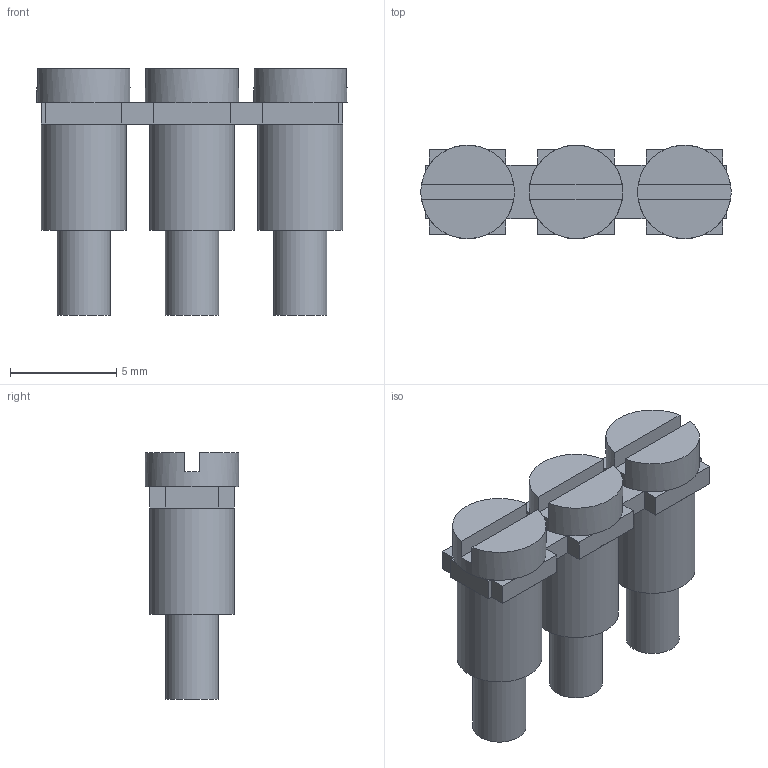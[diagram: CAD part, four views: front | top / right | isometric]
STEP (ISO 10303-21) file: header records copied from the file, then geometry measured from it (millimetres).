
FILE_DESCRIPTION(/* description */ (''),/* implementation_level */ '2;1');
FILE_NAME(/* name */ '2423.0_Q_3.stp',/* time_stamp */ '2021-03-01T16:13:05+01:00',/* author */ (''),/* organization */ (''),/* preprocessor_version */ 'ST-DEVELOPER v16.7',/* originating_system */ 'SIEMENS PLM Software NX 12.0',/* authorisation */ '');
FILE_SCHEMA (('AUTOMOTIVE_DESIGN { 1 0 10303 214 3 1 1 1 }'));
Length unit declared in the file: millimetre
Products named in the file (1): 2425.0_Q_10_stp
Bounding box: 14.6 x 4.4 x 11.6 mm (x, y, z)
Volume: 309.8 mm3; surface area: 903.7 mm2
Topology: 7 solids, 7 shells, 87 faces, 201 edges, 134 vertices
Faces by surface type: plane 66, cylinder 21
Full cylindrical faces by diameter (mm): 2.16 x3, 2.5 x3, 3 x3, 4 x3, 4.4 x3
Entity records: 2548 total; most frequent: DIRECTION 431, CARTESIAN_POINT 423, ORIENTED_EDGE 402, EDGE_CURVE 201, LINE 147, VECTOR 147, AXIS2_PLACEMENT_3D 142, VERTEX_POINT 134
